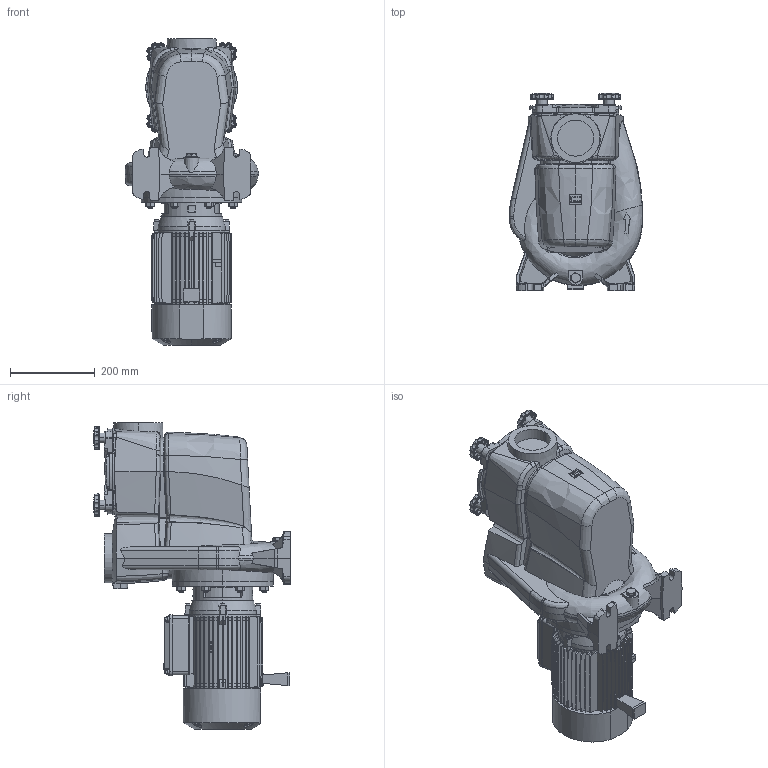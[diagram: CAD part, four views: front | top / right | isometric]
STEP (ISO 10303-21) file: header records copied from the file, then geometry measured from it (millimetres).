
FILE_DESCRIPTION (( 'STEP AP214' ), '1' );
FILE_NAME ('10009839swa00.step', '2021-04-12T07:35:54', ( '' ), ( '' ), 'SwSTEP 2.0', 'SolidWorks 2019', '' );
FILE_SCHEMA (( 'AUTOMOTIVE_DESIGN' ));
Length unit declared in the file: millimetre
Products named in the file (10): 10009839swa00; 90.025swp01_G14x7,5 OTTONE; 10008463swp00_H61 Semplificato; 10007670swn00_M25x1.5; 10009842swp00_3.66.531_semplificato; 10009538swn00; 10008167swp00_Semplificato; 10009838swp00; 90.025swp01_G38x9 OTTONE; 10007571swp00_90 SZ 
Assembly tree (12 placements, depth 2):
  10009839swa00
    10009838swp00
    10008167swp00_Semplificato
    10009842swp00_3.66.531_semplificato
    10007571swp00_90 SZ 
    10007670swn00_M25x1.5
    10008463swp00_H61 Semplificato
    10009538swn00  x4
    90.025swp01_G38x9 OTTONE
    90.025swp01_G14x7,5 OTTONE
Bounding box: 315.68 x 465.67 x 724 mm (x, y, z)
Volume: 32120377.2 mm3; surface area: 1611213.2 mm2
Topology: 38 solids, 38 shells, 3148 faces, 8048 edges, 5058 vertices
Faces by surface type: plane 1356, cylinder 516, bspline 502, torus 311, cone 299, sphere 164
Entity records: 122062 total; most frequent: CARTESIAN_POINT 63603, ORIENTED_EDGE 12290, DIRECTION 10017, EDGE_CURVE 6145, VERTEX_POINT 3957, AXIS2_PLACEMENT_3D 3381, LINE 3255, VECTOR 3255
